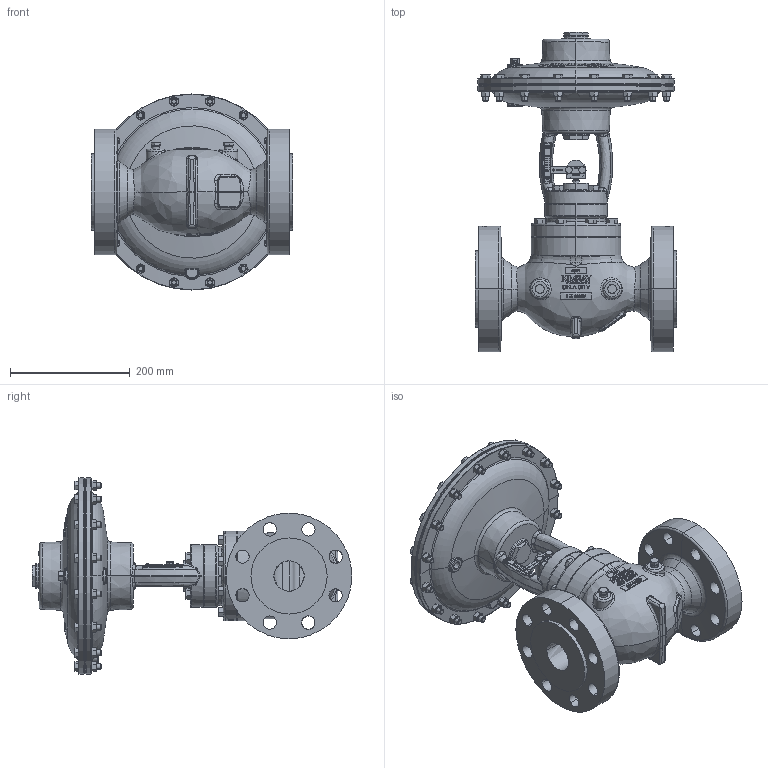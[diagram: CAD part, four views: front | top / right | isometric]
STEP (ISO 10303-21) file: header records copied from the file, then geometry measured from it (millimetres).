
FILE_DESCRIPTION (( 'STEP AP203' ), '1' );
FILE_NAME ('2 INCH HPMV PB 3 IN 600RF (EFM).STEP', '2018-03-22T20:30:33', ( '' ), ( '' ), 'SwSTEP 2.0', 'SolidWorks 2016', '' );
FILE_SCHEMA (( 'CONFIG_CONTROL_DESIGN' ));
Length unit declared in the file: inch
Products named in the file (1): 2 INCH HPMV PB 3 IN 600RF (EFM)
Bounding box: 336.55 x 533.32 x 327.02 mm (x, y, z)
Volume: 9332436.3 mm3; surface area: 905063.2 mm2
Topology: 2 solids, 24 shells, 3768 faces, 9602 edges, 6097 vertices
Faces by surface type: plane 1657, bspline 901, cone 574, cylinder 397, torus 175, sphere 64
Entity records: 316425 total; most frequent: CARTESIAN_POINT 234751, ORIENTED_EDGE 19128, DIRECTION 13345, EDGE_CURVE 9564, VERTEX_POINT 6095, AXIS2_PLACEMENT_3D 4935, EDGE_LOOP 4099, B_SPLINE_CURVE_WITH_KNOTS 3986
